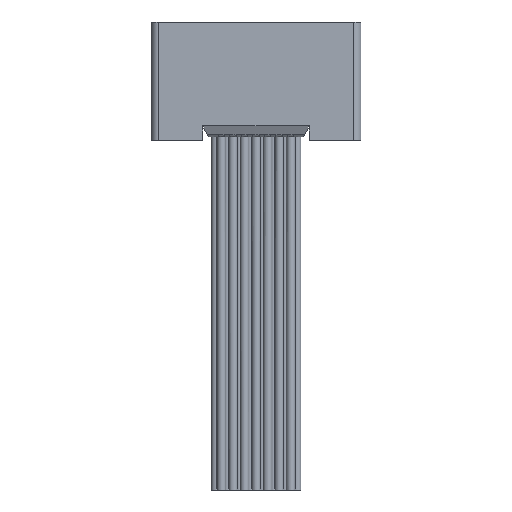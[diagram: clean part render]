
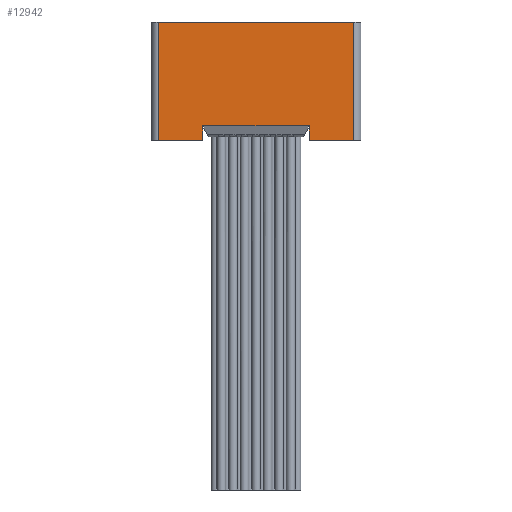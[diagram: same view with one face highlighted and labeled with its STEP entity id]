
A CAD part, front view. The second image highlights one B-rep face of the part: STEP entity #12942.
In plain terms, the highlighted planar face has unit normal (0, -1, 0).
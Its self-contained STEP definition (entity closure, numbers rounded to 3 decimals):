
#975=DIRECTION('',(1.,0.,0.));
#976=VECTOR('',#975,10.73);
#977=CARTESIAN_POINT('',(-5.887,-1.218,38.55));
#978=LINE('',#977,#976);
#979=DIRECTION('',(-1.,0.,0.));
#980=VECTOR('',#979,2.45);
#981=CARTESIAN_POINT('',(-3.437,-1.218,32.05));
#982=LINE('',#981,#980);
#987=DIRECTION('',(0.,0.,1.));
#988=VECTOR('',#987,6.5);
#989=CARTESIAN_POINT('',(4.843,-1.218,32.05));
#990=LINE('',#989,#988);
#1089=DIRECTION('',(0.,0.,1.));
#1090=VECTOR('',#1089,0.8);
#1091=CARTESIAN_POINT('',(-3.437,-1.218,32.05));
#1092=LINE('',#1091,#1090);
#1101=DIRECTION('',(-1.,0.,0.));
#1102=VECTOR('',#1101,5.83);
#1103=CARTESIAN_POINT('',(2.393,-1.218,32.85));
#1104=LINE('',#1103,#1102);
#1117=DIRECTION('',(0.,0.,-1.));
#1118=VECTOR('',#1117,0.8);
#1119=CARTESIAN_POINT('',(2.393,-1.218,32.85));
#1120=LINE('',#1119,#1118);
#1130=DIRECTION('',(1.,0.,0.));
#1131=VECTOR('',#1130,2.45);
#1132=CARTESIAN_POINT('',(2.393,-1.218,32.05));
#1133=LINE('',#1132,#1131);
#2263=DIRECTION('',(0.,0.,-1.));
#2264=VECTOR('',#2263,6.5);
#2265=CARTESIAN_POINT('',(-5.887,-1.218,38.55));
#2266=LINE('',#2265,#2264);
#7635=CARTESIAN_POINT('',(4.843,-1.218,38.55));
#7636=VERTEX_POINT('',#7635);
#7637=CARTESIAN_POINT('',(-5.887,-1.218,38.55));
#7638=VERTEX_POINT('',#7637);
#7675=CARTESIAN_POINT('',(-3.437,-1.218,32.05));
#7676=CARTESIAN_POINT('',(-5.887,-1.218,32.05));
#7677=VERTEX_POINT('',#7675);
#7678=VERTEX_POINT('',#7676);
#7687=CARTESIAN_POINT('',(-3.437,-1.218,32.85));
#7688=VERTEX_POINT('',#7687);
#7689=CARTESIAN_POINT('',(2.393,-1.218,32.85));
#7690=VERTEX_POINT('',#7689);
#7691=CARTESIAN_POINT('',(2.393,-1.218,32.05));
#7692=VERTEX_POINT('',#7691);
#7693=CARTESIAN_POINT('',(4.843,-1.218,32.05));
#7694=VERTEX_POINT('',#7693);
#12921=CARTESIAN_POINT('',(-0.522,-1.218,35.3));
#12922=DIRECTION('',(0.,1.,0.));
#12923=DIRECTION('',(0.,0.,1.));
#12924=AXIS2_PLACEMENT_3D('',#12921,#12922,#12923);
#12925=PLANE('',#12924);
#12926=ORIENTED_EDGE('',*,*,#12833,.T.);
#12928=ORIENTED_EDGE('',*,*,#12927,.F.);
#12930=ORIENTED_EDGE('',*,*,#12929,.F.);
#12932=ORIENTED_EDGE('',*,*,#12931,.F.);
#12934=ORIENTED_EDGE('',*,*,#12933,.T.);
#12936=ORIENTED_EDGE('',*,*,#12935,.F.);
#12937=ORIENTED_EDGE('',*,*,#12901,.T.);
#12939=ORIENTED_EDGE('',*,*,#12938,.F.);
#12940=EDGE_LOOP('',(#12926,#12928,#12930,#12932,#12934,#12936,#12937,#12939));
#12941=FACE_OUTER_BOUND('',#12940,.F.);
#12833=EDGE_CURVE('',#7638,#7636,#978,.T.);
#12901=EDGE_CURVE('',#7677,#7678,#982,.T.);
#12927=EDGE_CURVE('',#7694,#7636,#990,.T.);
#12929=EDGE_CURVE('',#7692,#7694,#1133,.T.);
#12931=EDGE_CURVE('',#7690,#7692,#1120,.T.);
#12933=EDGE_CURVE('',#7690,#7688,#1104,.T.);
#12935=EDGE_CURVE('',#7677,#7688,#1092,.T.);
#12938=EDGE_CURVE('',#7638,#7678,#2266,.T.);
#12942=ADVANCED_FACE('',(#12941),#12925,.F.);
